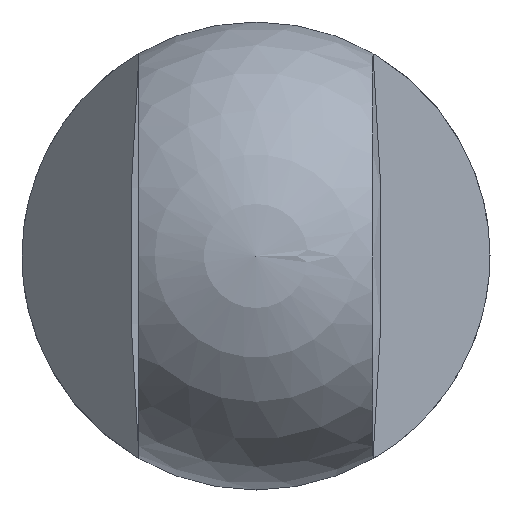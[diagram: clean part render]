
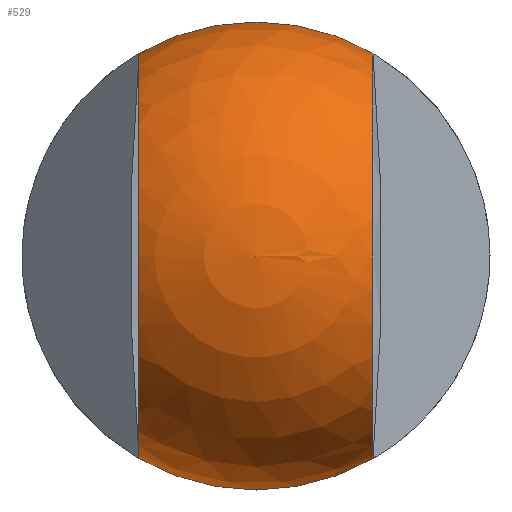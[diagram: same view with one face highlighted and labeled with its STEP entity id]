
A CAD part, left-side view. The second image highlights one B-rep face of the part: STEP entity #529.
In plain terms, the highlighted spherical face has radius 4 mm.
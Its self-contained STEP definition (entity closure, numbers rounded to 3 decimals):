
#195=CARTESIAN_POINT('',(-12.,2.0,3.464));
#196=VERTEX_POINT('',#195);
#203=CARTESIAN_POINT('',(-12.,-2.0,3.464));
#204=VERTEX_POINT('',#203);
#205=CARTESIAN_POINT('',(-12.,0.0,0.0));
#206=DIRECTION('',(1.0,0.0,0.0));
#207=DIRECTION('',(0.0,1.0,0.0));
#208=AXIS2_PLACEMENT_3D('',#205,#206,#207);
#209=CIRCLE('',#208,4.0);
#210=EDGE_CURVE('',#196,#204,#209,.T.);
#221=CARTESIAN_POINT('',(-12.,-2.0,-3.464));
#222=VERTEX_POINT('',#221);
#229=CARTESIAN_POINT('',(-12.,2.0,-3.464));
#230=VERTEX_POINT('',#229);
#231=CARTESIAN_POINT('',(-12.,0.0,0.0));
#232=DIRECTION('',(1.0,0.0,0.0));
#233=DIRECTION('',(0.0,1.0,0.0));
#234=AXIS2_PLACEMENT_3D('',#231,#232,#233);
#235=CIRCLE('',#234,4.0);
#236=EDGE_CURVE('',#222,#230,#235,.T.);
#433=CARTESIAN_POINT('',(-12.,2.0,0.));
#434=DIRECTION('',(0.0,-1.0,0.0));
#435=DIRECTION('',(0.0,0.0,1.0));
#436=AXIS2_PLACEMENT_3D('',#433,#434,#435);
#437=CIRCLE('',#436,3.464);
#438=EDGE_CURVE('',#196,#230,#437,.T.);
#484=CARTESIAN_POINT('',(-12.,-2.0,0.));
#485=DIRECTION('',(0.0,1.0,0.0));
#486=DIRECTION('',(0.0,0.0,-1.0));
#487=AXIS2_PLACEMENT_3D('',#484,#485,#486);
#488=CIRCLE('',#487,3.464);
#489=EDGE_CURVE('',#222,#204,#488,.T.);
#518=CARTESIAN_POINT('',(-12.,0.0,0.0));
#519=DIRECTION('',(1.0,0.0,0.0));
#520=DIRECTION('',(0.0,-1.0,0.0));
#521=AXIS2_PLACEMENT_3D('',#518,#519,#520);
#522=SPHERICAL_SURFACE('',#521,4.0);
#523=ORIENTED_EDGE('',*,*,#489,.T.);
#524=ORIENTED_EDGE('',*,*,#210,.F.);
#525=ORIENTED_EDGE('',*,*,#438,.T.);
#526=ORIENTED_EDGE('',*,*,#236,.F.);
#527=EDGE_LOOP('',(#523,#524,#525,#526));
#528=FACE_OUTER_BOUND('',#527,.T.);
#529=ADVANCED_FACE('',(#528),#522,.T.);
